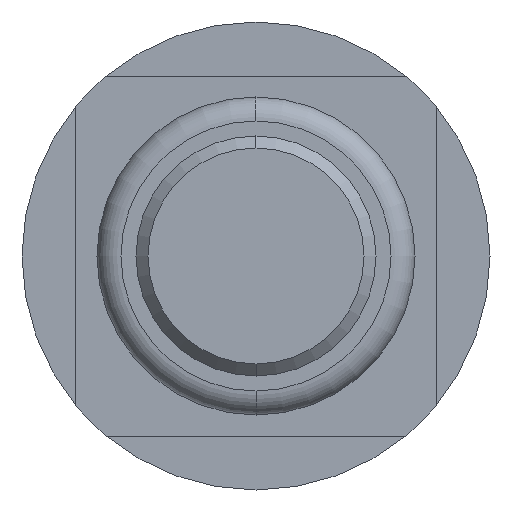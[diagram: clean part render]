
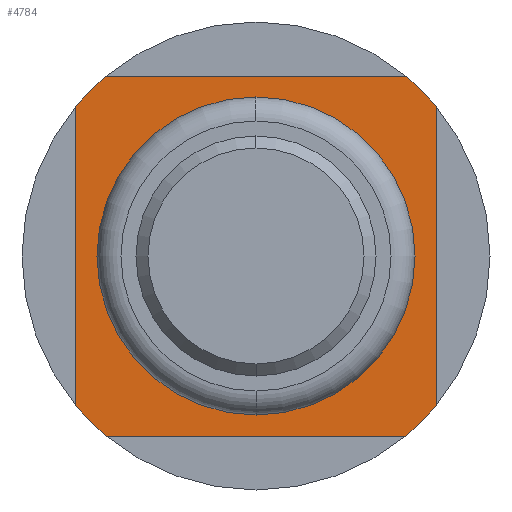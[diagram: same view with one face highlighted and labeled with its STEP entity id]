
A CAD part, front view. The second image highlights one B-rep face of the part: STEP entity #4784.
In plain terms, the highlighted planar face has unit normal (0, -1, 0).
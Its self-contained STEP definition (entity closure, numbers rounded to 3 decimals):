
#6 = CARTESIAN_POINT ( 'NONE',  ( -1.5, -2., 0. ) ) ;
#20 = EDGE_CURVE ( 'Defeature ausgef�hrt1_17+Defeature ausgef�hrt1_2+Defeature ausgef�hrt1_4+Defeature ausgef�hrt1_3', #2171, #3495, #3841, .T. ) ;
#221 = CARTESIAN_POINT ( 'NONE',  ( -1.246, -2., 1.5 ) ) ;
#274 = CARTESIAN_POINT ( 'NONE',  ( -1.5, -2., -1.246 ) ) ;
#305 = ORIENTED_EDGE ( 'NONE', *, *, #771, .F. ) ;
#330 = DIRECTION ( 'NONE',  ( 0., 0., 1. ) ) ;
#334 = CARTESIAN_POINT ( 'NONE',  ( 1.5, -2., -1.246 ) ) ;
#378 = ORIENTED_EDGE ( 'NONE', *, *, #6279, .F. ) ;
#422 = CIRCLE ( 'NONE', #869, 1.325 ) ;
#468 = CIRCLE ( 'NONE', #6584, 1.95 ) ;
#771 = EDGE_CURVE ( 'Defeature ausgef�hrt1_14+Defeature ausgef�hrt1_2+Defeature ausgef�hrt1_3+Defeature ausgef�hrt1_6', #5959, #4242, #6230, .T. ) ;
#869 = AXIS2_PLACEMENT_3D ( 'NONE', #2410, #6081, #330 ) ;
#877 = CARTESIAN_POINT ( 'NONE',  ( 1.325, -2., 1.5 ) ) ;
#887 = CARTESIAN_POINT ( 'NONE',  ( 1.5, -2., 0. ) ) ;
#995 = ORIENTED_EDGE ( 'NONE', *, *, #3254, .F. ) ;
#1065 = ORIENTED_EDGE ( 'NONE', *, *, #5507, .F. ) ;
#1316 = VECTOR ( 'NONE', #5058, 1000. ) ;
#1340 = VERTEX_POINT ( 'NONE', #221 ) ;
#1342 = CARTESIAN_POINT ( 'NONE',  ( 0., -2., 0. ) ) ;
#1368 = DIRECTION ( 'NONE',  ( 1., 0., 0. ) ) ;
#1398 = VERTEX_POINT ( 'NONE', #2785 ) ;
#1646 = DIRECTION ( 'NONE',  ( 0., 0., 1. ) ) ;
#1800 = LINE ( 'NONE', #877, #4313 ) ;
#1892 = CARTESIAN_POINT ( 'NONE',  ( 1.5, -2., 1.246 ) ) ;
#2037 = LINE ( 'NONE', #6, #2991 ) ;
#2092 = DIRECTION ( 'NONE',  ( 0., 0., 1. ) ) ;
#2152 = EDGE_CURVE ( 'Defeature ausgef�hrt1_4+Defeature ausgef�hrt1_2+Defeature ausgef�hrt1_16+Defeature ausgef�hrt1_17', #6577, #2171, #6540, .T. ) ;
#2171 = VERTEX_POINT ( 'NONE', #1892 ) ;
#2269 = ORIENTED_EDGE ( 'NONE', *, *, #3316, .F. ) ;
#2385 = DIRECTION ( 'NONE',  ( 0., 1., 0. ) ) ;
#2410 = CARTESIAN_POINT ( 'NONE',  ( 0., -2., 0. ) ) ;
#2763 = AXIS2_PLACEMENT_3D ( 'NONE', #5488, #4438, #5524 ) ;
#2785 = CARTESIAN_POINT ( 'NONE',  ( 0., -2., -1.325 ) ) ;
#2920 = ORIENTED_EDGE ( 'NONE', *, *, #2152, .F. ) ;
#2961 = CARTESIAN_POINT ( 'NONE',  ( 1.325, -2., -1.5 ) ) ;
#2962 = EDGE_CURVE ( 'Defeature ausgef�hrt1_16+Defeature ausgef�hrt1_2+Defeature ausgef�hrt1_5+Defeature ausgef�hrt1_4', #1340, #6577, #1800, .T. ) ;
#2971 = DIRECTION ( 'NONE',  ( 0., 0., -1. ) ) ;
#2991 = VECTOR ( 'NONE', #2092, 1000. ) ;
#3041 = CARTESIAN_POINT ( 'NONE',  ( 0., -2., 1.325 ) ) ;
#3193 = ORIENTED_EDGE ( 'NONE', *, *, #6403, .T. ) ;
#3223 = DIRECTION ( 'NONE',  ( 0., 1., 0. ) ) ;
#3254 = EDGE_CURVE ( 'Defeature ausgef�hrt1_5+Defeature ausgef�hrt1_2+Defeature ausgef�hrt1_15+Defeature ausgef�hrt1_16', #6818, #1340, #468, .T. ) ;
#3306 = CIRCLE ( 'NONE', #5521, 1.95 ) ;
#3316 = EDGE_CURVE ( 'Defeature ausgef�hrt1_15+Defeature ausgef�hrt1_2+Defeature ausgef�hrt1_6+Defeature ausgef�hrt1_5', #4065, #6818, #2037, .T. ) ;
#3332 = ORIENTED_EDGE ( 'NONE', *, *, #5183, .T. ) ;
#3375 = CIRCLE ( 'NONE', #5552, 1.95 ) ;
#3438 = VECTOR ( 'NONE', #2971, 1000. ) ;
#3447 = DIRECTION ( 'NONE',  ( 0., 0., 1. ) ) ;
#3495 = VERTEX_POINT ( 'NONE', #334 ) ;
#3720 = FACE_OUTER_BOUND ( 'NONE', #5530, .T. ) ;
#3841 = LINE ( 'NONE', #887, #3438 ) ;
#4065 = VERTEX_POINT ( 'NONE', #274 ) ;
#4091 = EDGE_LOOP ( 'NONE', ( #3193, #3332 ) ) ;
#4142 = CARTESIAN_POINT ( 'NONE',  ( 1.325, -2., 0. ) ) ;
#4233 = ORIENTED_EDGE ( 'NONE', *, *, #2962, .F. ) ;
#4242 = VERTEX_POINT ( 'NONE', #4618 ) ;
#4313 = VECTOR ( 'NONE', #1368, 1000. ) ;
#4396 = CARTESIAN_POINT ( 'NONE',  ( 0., -2., 0. ) ) ;
#4438 = DIRECTION ( 'NONE',  ( 0., 1., 0. ) ) ;
#4618 = CARTESIAN_POINT ( 'NONE',  ( -1.246, -2., -1.5 ) ) ;
#4677 = CARTESIAN_POINT ( 'NONE',  ( 1.246, -2., -1.5 ) ) ;
#4706 = CARTESIAN_POINT ( 'NONE',  ( 0., -2., 0. ) ) ;
#4780 = CARTESIAN_POINT ( 'NONE',  ( 0., -2., 0. ) ) ;
#4784 = ADVANCED_FACE ( 'Defeature ausgef�hrt1_2', ( #5851, #3720 ), #5209, .F. ) ;
#4787 = CIRCLE ( 'NONE', #4840, 1.325 ) ;
#4840 = AXIS2_PLACEMENT_3D ( 'NONE', #4780, #3223, #5330 ) ;
#5058 = DIRECTION ( 'NONE',  ( -1., 0., 0. ) ) ;
#5183 = EDGE_CURVE ( 'Defeature ausgef�hrt1_2+Defeature ausgef�hrt1_11+Defeature ausgef�hrt1_11+Defeature ausgef�hrt1_11', #1398, #6462, #4787, .T. ) ;
#5207 = DIRECTION ( 'NONE',  ( 0., 1., 0. ) ) ;
#5209 = PLANE ( 'NONE',  #6720 ) ;
#5330 = DIRECTION ( 'NONE',  ( 0., 0., 1. ) ) ;
#5488 = CARTESIAN_POINT ( 'NONE',  ( 0., -2., 0. ) ) ;
#5490 = DIRECTION ( 'NONE',  ( 0., 1., 0. ) ) ;
#5507 = EDGE_CURVE ( 'Defeature ausgef�hrt1_6+Defeature ausgef�hrt1_2+Defeature ausgef�hrt1_14+Defeature ausgef�hrt1_15', #4242, #4065, #3306, .T. ) ;
#5521 = AXIS2_PLACEMENT_3D ( 'NONE', #4706, #5207, #6804 ) ;
#5524 = DIRECTION ( 'NONE',  ( 0., 0., 1. ) ) ;
#5530 = EDGE_LOOP ( 'NONE', ( #6559, #2920, #4233, #995, #2269, #1065, #305, #378 ) ) ;
#5552 = AXIS2_PLACEMENT_3D ( 'NONE', #4396, #2385, #1646 ) ;
#5726 = DIRECTION ( 'NONE',  ( 0., 0., 1. ) ) ;
#5851 = FACE_BOUND ( 'NONE', #4091, .T. ) ;
#5959 = VERTEX_POINT ( 'NONE', #4677 ) ;
#6081 = DIRECTION ( 'NONE',  ( 0., 1., 0. ) ) ;
#6230 = LINE ( 'NONE', #2961, #1316 ) ;
#6279 = EDGE_CURVE ( 'Defeature ausgef�hrt1_3+Defeature ausgef�hrt1_2+Defeature ausgef�hrt1_17+Defeature ausgef�hrt1_14', #3495, #5959, #3375, .T. ) ;
#6328 = DIRECTION ( 'NONE',  ( 0., 1., 0. ) ) ;
#6403 = EDGE_CURVE ( 'Defeature ausgef�hrt1_2+Defeature ausgef�hrt1_11+Defeature ausgef�hrt1_11+Defeature ausgef�hrt1_11', #6462, #1398, #422, .T. ) ;
#6449 = CARTESIAN_POINT ( 'NONE',  ( -1.5, -2., 1.246 ) ) ;
#6462 = VERTEX_POINT ( 'NONE', #3041 ) ;
#6540 = CIRCLE ( 'NONE', #2763, 1.95 ) ;
#6559 = ORIENTED_EDGE ( 'NONE', *, *, #20, .F. ) ;
#6577 = VERTEX_POINT ( 'NONE', #6799 ) ;
#6584 = AXIS2_PLACEMENT_3D ( 'NONE', #1342, #5490, #3447 ) ;
#6720 = AXIS2_PLACEMENT_3D ( 'NONE', #4142, #6328, #5726 ) ;
#6799 = CARTESIAN_POINT ( 'NONE',  ( 1.246, -2., 1.5 ) ) ;
#6804 = DIRECTION ( 'NONE',  ( 0., 0., 1. ) ) ;
#6818 = VERTEX_POINT ( 'NONE', #6449 ) ;
